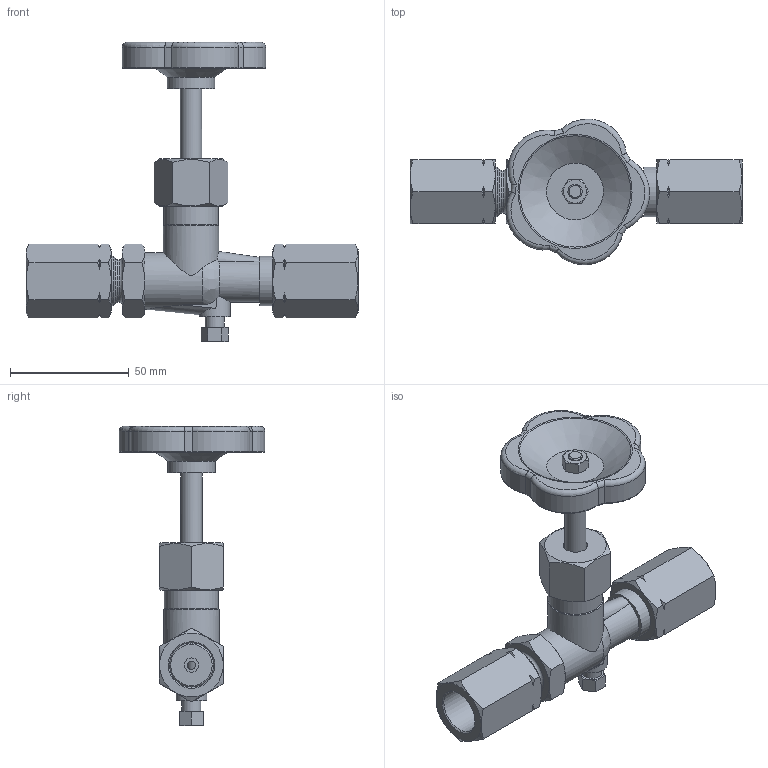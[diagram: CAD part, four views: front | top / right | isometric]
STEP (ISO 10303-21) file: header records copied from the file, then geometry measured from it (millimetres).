
FILE_DESCRIPTION( ( 'Unknown' ), '1' );
FILE_NAME( '10060A04X.stp', 'Unknown', ( 'Peter Nanko' ), ( 'Armaturen Arndt' ), 'PSStep 14.0', 'Solid Edge ST4', ' ' );
FILE_SCHEMA( ( 'AUTOMOTIVE_DESIGN { 1 0 10303 214 1 1 1 1 }' ) );
Length unit declared in the file: millimetre
Products named in the file (1): 1008206X
Bounding box: 140.07 x 61.47 x 126.24 mm (x, y, z)
Volume: 109681.8 mm3; surface area: 31840.5 mm2
Topology: 1 solids, 1 shells, 224 faces, 547 edges, 343 vertices
Faces by surface type: plane 87, cone 64, cylinder 44, torus 27, bspline 2
Full cylindrical faces by diameter (mm): 3.5 x2, 6 x2, 7 x1, 8 x1, 9 x1, 10 x1, 13 x1, 17.5 x1, 18 x1, 18.631 x4, 20 x1, 20.955 x2, 21.2 x2, 22.911 x1, 23.5 x1, 24 x1, 44 x1
Entity records: 9014 total; most frequent: CARTESIAN_POINT 2487, ORIENTED_EDGE 942, DIRECTION 922, EDGE_CURVE 471, AXIS2_PLACEMENT_3D 400, VERTEX_POINT 325, EDGE_LOOP 308, FACE_OUTER_BOUND 255
